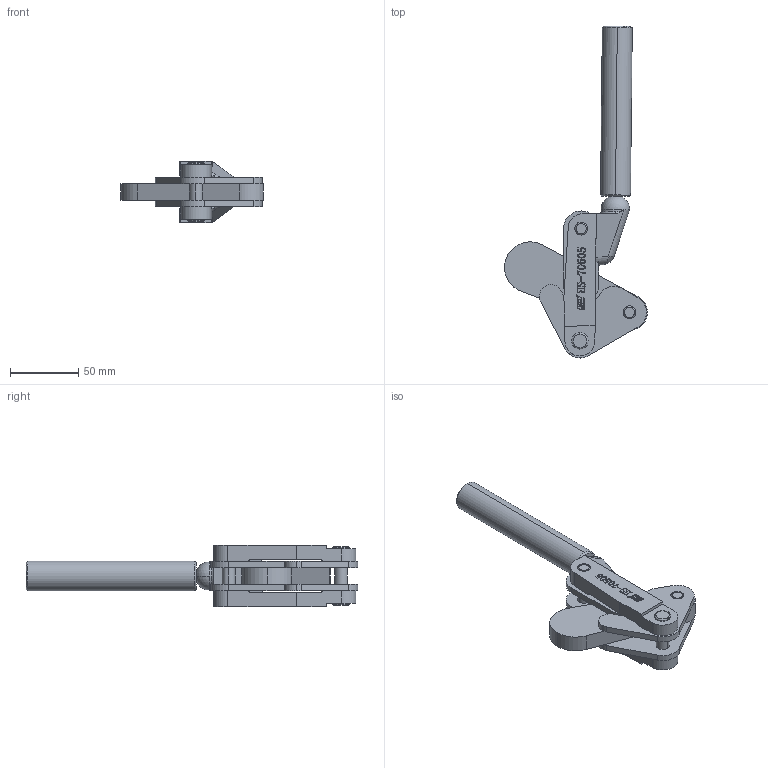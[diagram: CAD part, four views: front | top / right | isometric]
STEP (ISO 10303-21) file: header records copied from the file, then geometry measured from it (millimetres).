
FILE_DESCRIPTION (( 'STEP AP203' ), '1' );
FILE_NAME ('HS-70505 装配体.STEP', '2018-12-07T08:10:52', ( 'PCOS' ), ( '微软中国' ), 'SwSTEP 2.0', 'SolidWorks 2012', '' );
FILE_SCHEMA (( 'CONFIG_CONTROL_DESIGN' ));
Length unit declared in the file: millimetre
Products named in the file (8): HS-70505 蚾饜极; 揤參; 种3; 种2; 种1; 忒參; 蟀裝; 菁釱
Assembly tree (9 placements, depth 2):
  HS-70505 蚾饜极
    菁釱
    蟀裝  x2
    忒參
    种1
    种2  x2
    种3
    揤參
Bounding box: 104.87 x 243.82 x 45 mm (x, y, z)
Volume: 193280.3 mm3; surface area: 63083.4 mm2
Topology: 10 solids, 10 shells, 497 faces, 1315 edges, 866 vertices
Faces by surface type: plane 231, bspline 137, cylinder 104, cone 16, torus 7, sphere 2
Entity records: 21622 total; most frequent: CARTESIAN_POINT 9547, ORIENTED_EDGE 2544, DIRECTION 1904, EDGE_CURVE 1272, VERTEX_POINT 840, LINE 770, VECTOR 770, AXIS2_PLACEMENT_3D 567
